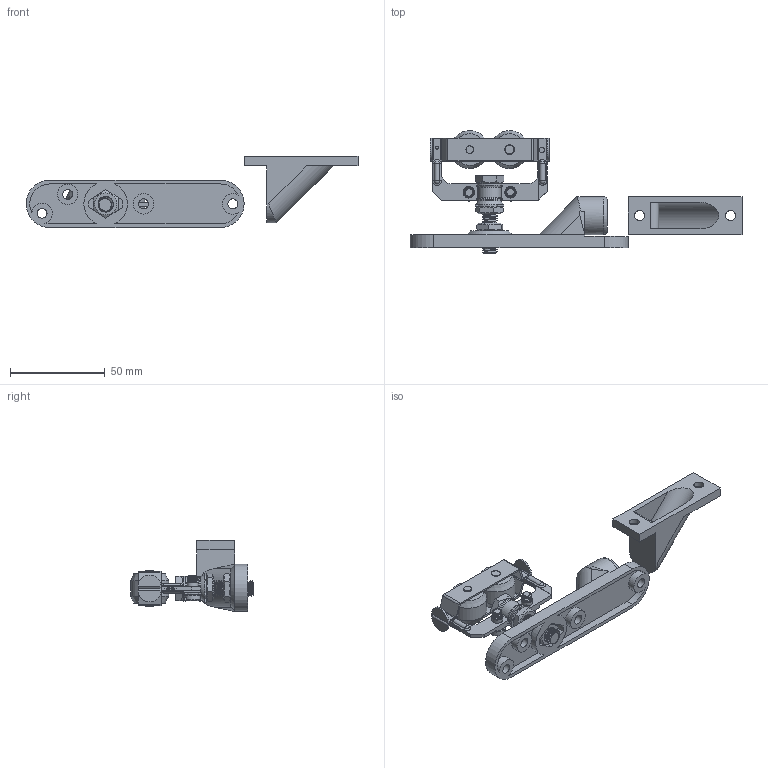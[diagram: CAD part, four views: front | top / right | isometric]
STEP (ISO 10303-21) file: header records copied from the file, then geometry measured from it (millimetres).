
FILE_DESCRIPTION(/* description */ (''),/* implementation_level */ '2;1');
FILE_NAME(/* name */ '0224.stp',/* time_stamp */ '2018-08-28T12:21:34+02:00',/* author */ ('Giuliano'),/* organization */ (''),/* preprocessor_version */ 'ST-DEVELOPER v16.5',/* originating_system */ 'Autodesk Inventor 2017',/* authorisation */ '');
FILE_SCHEMA (('AUTOMOTIVE_DESIGN { 1 0 10303 214 3 1 1 }'));
Length unit declared in the file: millimetre
Products named in the file (1): Pièce1
Bounding box: 175 x 64.65 x 37.5 mm (x, y, z)
Volume: 45516.4 mm3; surface area: 32093.7 mm2
Topology: 10 solids, 12 shells, 769 faces, 2028 edges, 1304 vertices
Faces by surface type: plane 388, cylinder 280, cone 45, torus 25, bspline 22, sphere 9
Full cylindrical faces by diameter (mm): 2.8 x2, 3 x2, 3.1 x2, 3.2 x4, 3.242 x1, 4 x2, 4.8 x1, 5.1 x2, 5.2 x8, 5.5 x4, 6 x3, 6.2 x4, 6.4 x2, 8.2 x1, 8.4 x1, 8.5 x2, 9.5 x1, 10.2 x4, 10.7 x1, 10.8 x2, 12 x1, 20 x3
Entity records: 31556 total; most frequent: CARTESIAN_POINT 12156, DIRECTION 3930, ORIENTED_EDGE 3780, EDGE_CURVE 1876, AXIS2_PLACEMENT_3D 1487, VERTEX_POINT 1253, LINE 956, VECTOR 956
